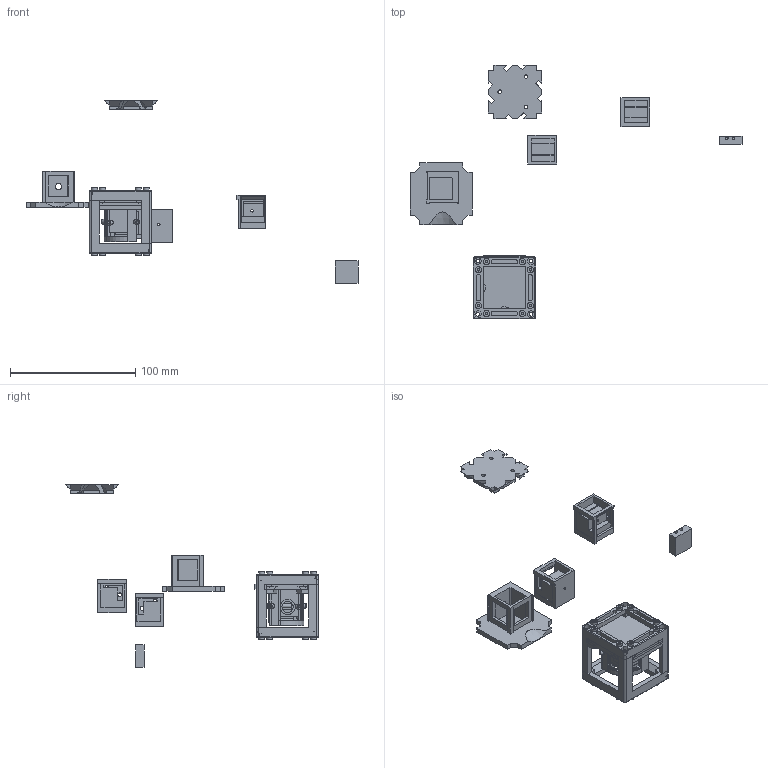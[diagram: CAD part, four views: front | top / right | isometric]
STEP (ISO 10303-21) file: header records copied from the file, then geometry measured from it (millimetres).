
FILE_DESCRIPTION(/* description */ (''),/* implementation_level */ '2;1');
FILE_NAME(/* name */ 'Assembly_Cube_Lightsheet_FEPTube_Flowcube_v3.iam.step',/* time_stamp */ '2022-11-29T09:07:21+01:00',/* author */ ('marsikovabarbora'),/* organization */ (''),/* preprocessor_version */ 'ST-DEVELOPER v18.1',/* originating_system */ 'Autodesk Inventor 2022',/* authorisation */ '');
FILE_SCHEMA (('AUTOMOTIVE_DESIGN { 1 0 10303 214 3 1 1 }'));
Length unit declared in the file: millimetre
Products named in the file (12): Assembly_Cube_Lens_holder_v3; Assembly_Cube_empty_IM_v3; 10_Cube_1x1_IM; 00_FEP_Tube_3mm_x_20mm; 20_Cube_Insert_Lightsheet_FEPTube_Flowcube_v3; 20_Cube_Insert_Lightsheet_FEPTube_Pipette_v3; 20_Cube_Insert_Lightsheet_FEPTube_Flowcube_v3_1; 20_Cube_Insert_Lightsheet_FEPTube_shifted_v3; 20_Cube_Insert_Lightsheet_FEPTube_shifted_blockonly_v3; 20_Cube_Insert_Lightsheet_FEPTube_shifted_blockonly_v3_MIR; 30_Cube_Insert_Filter_Revolver_Base_v3; 20_Cube_Insert_Lightsheet_FEPTube_shifted_blockonly_squarecapillary_v
3
Assembly tree (13 placements, depth 3):
  Assembly_Cube_Lens_holder_v3
    Assembly_Cube_empty_IM_v3
      10_Cube_1x1_IM  x2
    20_Cube_Insert_Lightsheet_FEPTube_Flowcube_v3  x2
    00_FEP_Tube_3mm_x_20mm
    20_Cube_Insert_Lightsheet_FEPTube_Pipette_v3
    20_Cube_Insert_Lightsheet_FEPTube_Flowcube_v3_1
    20_Cube_Insert_Lightsheet_FEPTube_shifted_v3
    20_Cube_Insert_Lightsheet_FEPTube_shifted_blockonly_v3
    20_Cube_Insert_Lightsheet_FEPTube_shifted_blockonly_v3_MIR
    30_Cube_Insert_Filter_Revolver_Base_v3
    20_Cube_Insert_Lightsheet_FEPTube_shifted_blockonly_squarecapillary_v
3
Bounding box: 264.83 x 202.36 x 145.85 mm (x, y, z)
Volume: 113262.2 mm3; surface area: 79944.3 mm2
Topology: 12 solids, 12 shells, 833 faces, 2244 edges, 1479 vertices
Faces by surface type: plane 613, cylinder 189, cone 15, torus 8, bspline 8
Full cylindrical faces by diameter (mm): 2 x6, 2.05 x16, 2.3 x6, 2.4 x5, 2.9 x3, 3 x3, 3.1 x8, 4 x6, 4.95 x16, 5 x1, 5.5 x4, 7 x1, 8 x6, 9 x2, 12 x2, 16 x8
Entity records: 19636 total; most frequent: CARTESIAN_POINT 3620, ORIENTED_EDGE 3262, DIRECTION 3154, EDGE_CURVE 1631, LINE 1256, VECTOR 1256, VERTEX_POINT 1077, AXIS2_PLACEMENT_3D 949
